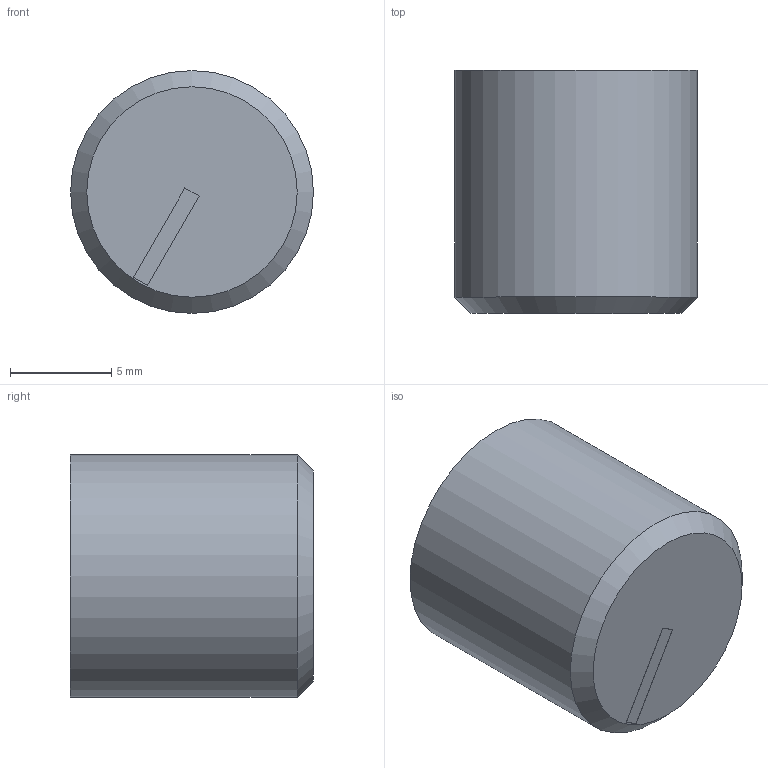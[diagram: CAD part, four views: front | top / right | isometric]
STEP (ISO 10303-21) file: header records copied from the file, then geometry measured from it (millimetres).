
FILE_DESCRIPTION(('FreeCAD Model'),'2;1');
FILE_NAME('Poti_12x12x6.step','2021-02-17T11:45:48',('Author'),(''), 'Open CASCADE STEP processor 7.3','FreeCAD','Unknown');
FILE_SCHEMA(('AUTOMOTIVE_DESIGN { 1 0 10303 214 1 1 1 1 }'));
Length unit declared in the file: millimetre
Products named in the file (1): Poti_12x12x6
Bounding box: 12 x 12.01 x 12 mm (x, y, z)
Volume: 984 mm3; surface area: 865.3 mm2
Topology: 2 solids, 2 shells, 14 faces, 23 edges, 15 vertices
Faces by surface type: plane 10, cylinder 3, cone 1
Full cylindrical faces by diameter (mm): 6.1 x1, 10 x1, 12 x1
Entity records: 737 total; most frequent: CARTESIAN_POINT 105, DIRECTION 105, LINE 56, VECTOR 56, ORIENTED_EDGE 46, PCURVE 46, DEFINITIONAL_REPRESENTATION 46, EDGE_CURVE 23
